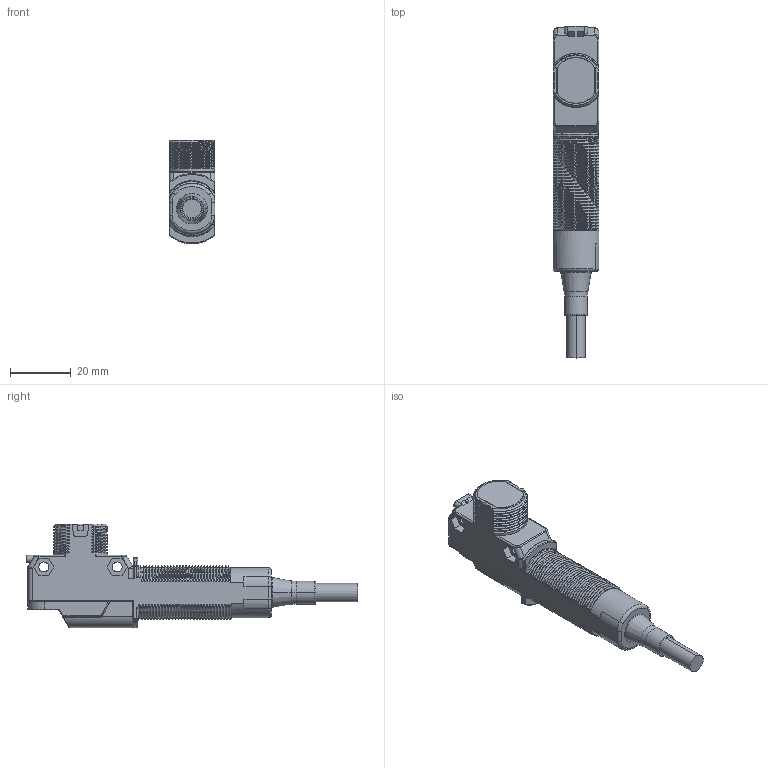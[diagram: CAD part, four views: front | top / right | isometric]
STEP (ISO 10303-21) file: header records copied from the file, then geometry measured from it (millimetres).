
FILE_DESCRIPTION((''),'2;1');
FILE_NAME('137347_SW','2008-05-16T',('banengservice'),('BANNER ENGINEERING'),'PRO/ENGINEER BY PARAMETRIC TECHNOLOGY CORPORATION, 2006170','PRO/ENGINEER BY PARAMETRIC TECHNOLOGY CORPORATION, 2006170','');
FILE_SCHEMA(('CONFIG_CONTROL_DESIGN'));
Products named in the file (1): 137347_SW
Bounding box: 15 x 108.91 x 33.95 mm (x, y, z)
Volume: 10945.7 mm3; surface area: 14750.2 mm2
Topology: 2 solids, 3 shells, 1221 faces, 3127 edges, 1931 vertices
Faces by surface type: bspline 366, plane 358, cylinder 331, torus 91, sphere 40, cone 31, revolution 2, extrusion 2
Entity records: 61309 total; most frequent: CARTESIAN_POINT 34316, ORIENTED_EDGE 6246, DIRECTION 4637, EDGE_CURVE 3123, VERTEX_POINT 1931, AXIS2_PLACEMENT_3D 1610, VECTOR 1415, LINE 1413
